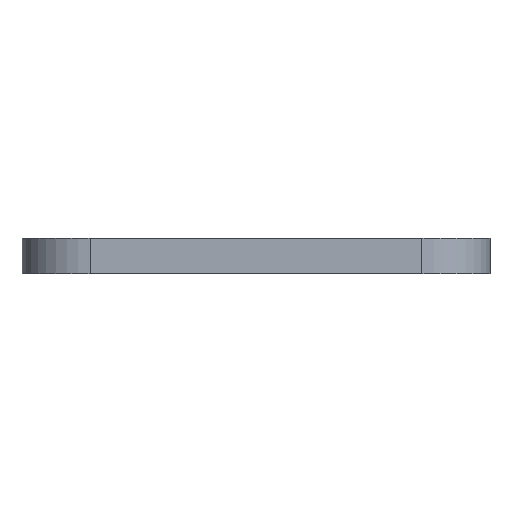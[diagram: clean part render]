
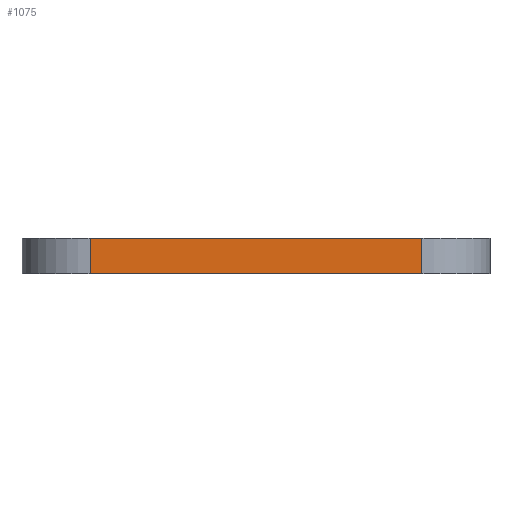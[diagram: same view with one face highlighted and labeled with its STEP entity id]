
A CAD part, left-side view. The second image highlights one B-rep face of the part: STEP entity #1075.
In plain terms, the highlighted planar face has unit normal (-1, 0, 0).
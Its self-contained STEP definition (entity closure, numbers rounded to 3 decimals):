
#172=CARTESIAN_POINT('',(-41.,-14.0,0.0));
#173=VERTEX_POINT('',#172);
#181=CARTESIAN_POINT('',(-41.,14.0,0.0));
#182=VERTEX_POINT('',#181);
#183=CARTESIAN_POINT('',(-41.,14.,0.0));
#184=DIRECTION('',(0.0,-1.0,0.0));
#185=VECTOR('',#184,28.0);
#186=LINE('',#183,#185);
#187=EDGE_CURVE('',#182,#173,#186,.T.);
#482=CARTESIAN_POINT('',(-41.,-14.0,3.0));
#483=VERTEX_POINT('',#482);
#491=CARTESIAN_POINT('',(-41.,-14.0,3.0));
#492=DIRECTION('',(0.0,0.0,-1.0));
#493=VECTOR('',#492,3.0);
#494=LINE('',#491,#493);
#495=EDGE_CURVE('',#483,#173,#494,.T.);
#507=CARTESIAN_POINT('',(-41.,14.0,3.0));
#508=VERTEX_POINT('',#507);
#518=CARTESIAN_POINT('',(-41.,14.0,0.0));
#519=DIRECTION('',(0.0,0.0,1.0));
#520=VECTOR('',#519,3.0);
#521=LINE('',#518,#520);
#522=EDGE_CURVE('',#182,#508,#521,.T.);
#1059=CARTESIAN_POINT('',(-41.,19.75,0.0));
#1060=DIRECTION('',(-1.0,0.0,0.0));
#1061=DIRECTION('',(0.0,-1.0,0.0));
#1062=AXIS2_PLACEMENT_3D('',#1059,#1060,#1061);
#1063=PLANE('',#1062);
#1064=ORIENTED_EDGE('',*,*,#495,.F.);
#1065=CARTESIAN_POINT('',(-41.,14.,3.0));
#1066=DIRECTION('',(0.0,-1.0,0.0));
#1067=VECTOR('',#1066,28.0);
#1068=LINE('',#1065,#1067);
#1069=EDGE_CURVE('',#508,#483,#1068,.T.);
#1070=ORIENTED_EDGE('',*,*,#1069,.F.);
#1071=ORIENTED_EDGE('',*,*,#522,.F.);
#1072=ORIENTED_EDGE('',*,*,#187,.T.);
#1073=EDGE_LOOP('',(#1064,#1070,#1071,#1072));
#1074=FACE_OUTER_BOUND('',#1073,.T.);
#1075=ADVANCED_FACE('',(#1074),#1063,.T.);
